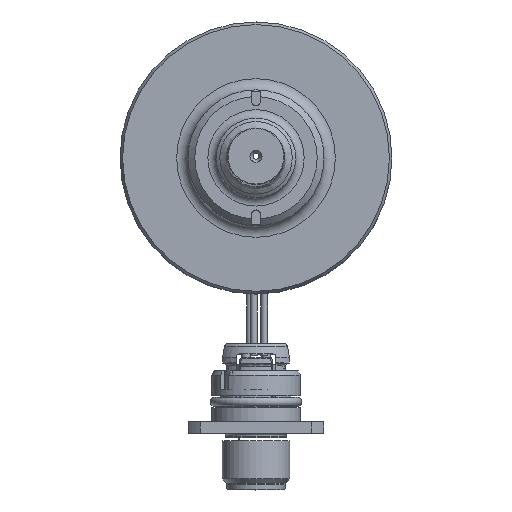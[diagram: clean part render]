
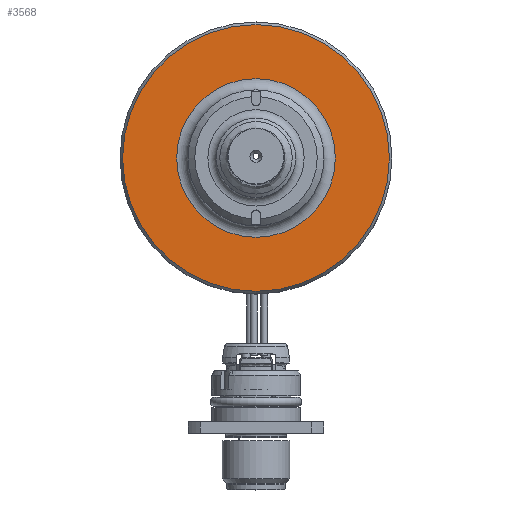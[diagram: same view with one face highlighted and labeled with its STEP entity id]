
A CAD part, top view. The second image highlights one B-rep face of the part: STEP entity #3568.
In plain terms, the highlighted planar face has unit normal (0, 0, 1).
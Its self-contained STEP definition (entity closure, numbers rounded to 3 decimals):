
#81 = CIRCLE ( 'NONE', #10000, 23.538 ) ;
#248 = DIRECTION ( 'NONE',  ( 0., 0., -1. ) ) ;
#322 = CARTESIAN_POINT ( 'NONE',  ( 0., 0., -6.1 ) ) ;
#1526 = AXIS2_PLACEMENT_3D ( 'NONE', #322, #248, #2188 ) ;
#1892 = FACE_BOUND ( 'NONE', #4553, .T. ) ;
#2188 = DIRECTION ( 'NONE',  ( -1., 0., 0. ) ) ;
#2666 = CIRCLE ( 'NONE', #1526, 14. ) ;
#2761 = CARTESIAN_POINT ( 'NONE',  ( 0., 0., -6.1 ) ) ;
#3568 = ADVANCED_FACE ( 'NONE', ( #1892, #7619 ), #3767, .F. ) ;
#3767 = PLANE ( 'NONE',  #11947 ) ;
#3807 = CARTESIAN_POINT ( 'NONE',  ( 12., 0., -6.1 ) ) ;
#4553 = EDGE_LOOP ( 'NONE', ( #10746 ) ) ;
#4806 = CARTESIAN_POINT ( 'NONE',  ( -14., 0., -6.1 ) ) ;
#4989 = EDGE_CURVE ( 'NONE', #11541, #11541, #81, .T. ) ;
#5145 = ORIENTED_EDGE ( 'NONE', *, *, #4989, .T. ) ;
#7619 = FACE_OUTER_BOUND ( 'NONE', #10067, .T. ) ;
#8367 = CARTESIAN_POINT ( 'NONE',  ( -23.538, 0., -6.1 ) ) ;
#8511 = DIRECTION ( 'NONE',  ( 0., 0., -1. ) ) ;
#9464 = DIRECTION ( 'NONE',  ( -1., 0., 0. ) ) ;
#10000 = AXIS2_PLACEMENT_3D ( 'NONE', #2761, #11357, #9464 ) ;
#10067 = EDGE_LOOP ( 'NONE', ( #5145 ) ) ;
#10530 = DIRECTION ( 'NONE',  ( -1., 0., 0. ) ) ;
#10746 = ORIENTED_EDGE ( 'NONE', *, *, #11408, .T. ) ;
#11357 = DIRECTION ( 'NONE',  ( 0., 0., 1. ) ) ;
#11408 = EDGE_CURVE ( 'NONE', #12001, #12001, #2666, .T. ) ;
#11541 = VERTEX_POINT ( 'NONE', #8367 ) ;
#11947 = AXIS2_PLACEMENT_3D ( 'NONE', #3807, #8511, #10530 ) ;
#12001 = VERTEX_POINT ( 'NONE', #4806 ) ;
